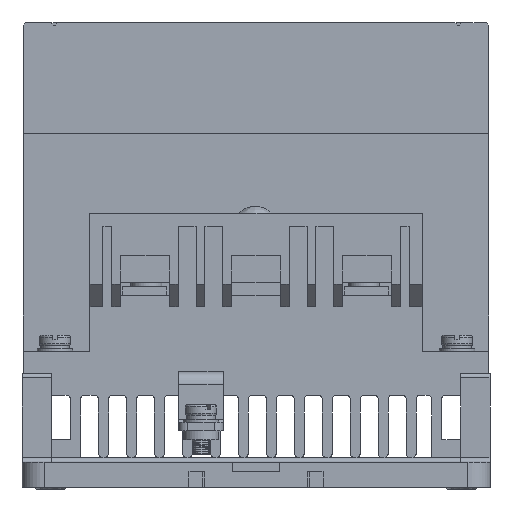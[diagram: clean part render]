
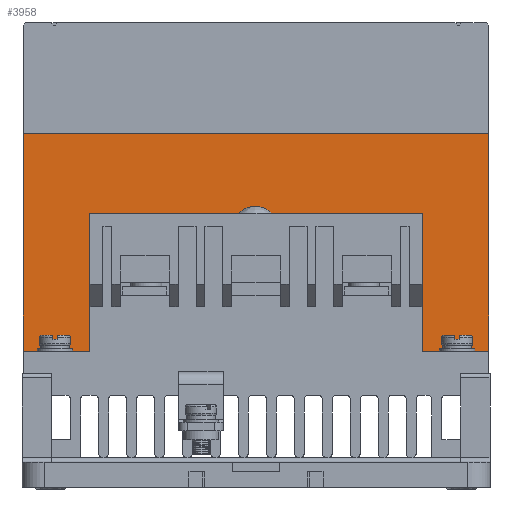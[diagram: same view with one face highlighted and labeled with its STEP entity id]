
A CAD part, front view. The second image highlights one B-rep face of the part: STEP entity #3958.
In plain terms, the highlighted planar face has unit normal (0, -1, 0).
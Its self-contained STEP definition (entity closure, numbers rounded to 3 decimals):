
#335 = ORIENTED_EDGE ( 'NONE', *, *, #8459, .T. ) ;
#578 = VECTOR ( 'NONE', #29203, 1000. ) ;
#752 = CARTESIAN_POINT ( 'NONE',  ( 0., 26.75, 79.6 ) ) ;
#2232 = LINE ( 'NONE', #10701, #31176 ) ;
#2565 = AXIS2_PLACEMENT_3D ( 'NONE', #3717, #24421, #42644 ) ;
#3323 = CARTESIAN_POINT ( 'NONE',  ( 90.1, 26.75, 30.7 ) ) ;
#3367 = EDGE_LOOP ( 'NONE', ( #6598, #21776, #32128, #11588, #35619, #335, #45455, #12499 ) ) ;
#3485 = EDGE_CURVE ( 'NONE', #23773, #16284, #26893, .T. ) ;
#3717 = CARTESIAN_POINT ( 'NONE',  ( 105.1, 26.75, 104.6 ) ) ;
#3958 = ADVANCED_FACE ( 'NONE', ( #15189 ), #45753, .F. ) ;
#4042 = VERTEX_POINT ( 'NONE', #39973 ) ;
#4793 = VERTEX_POINT ( 'NONE', #23226 ) ;
#4981 = CARTESIAN_POINT ( 'NONE',  ( 15.3, 26.75, 30.7 ) ) ;
#5700 = CARTESIAN_POINT ( 'NONE',  ( 0.3, 26.75, 104.6 ) ) ;
#6071 = LINE ( 'NONE', #752, #578 ) ;
#6349 = CARTESIAN_POINT ( 'NONE',  ( 90.1, 26.75, 61.7 ) ) ;
#6598 = ORIENTED_EDGE ( 'NONE', *, *, #11622, .F. ) ;
#7185 = DIRECTION ( 'NONE',  ( -1., 0., 0. ) ) ;
#7996 = CARTESIAN_POINT ( 'NONE',  ( 105.1, 26.75, 104.6 ) ) ;
#8459 = EDGE_CURVE ( 'NONE', #43581, #35805, #6071, .T. ) ;
#10458 = CARTESIAN_POINT ( 'NONE',  ( 105.1, 26.75, 61.7 ) ) ;
#10701 = CARTESIAN_POINT ( 'NONE',  ( 15.3, 26.75, 104.6 ) ) ;
#11588 = ORIENTED_EDGE ( 'NONE', *, *, #41408, .F. ) ;
#11622 = EDGE_CURVE ( 'NONE', #4793, #14750, #2232, .T. ) ;
#12499 = ORIENTED_EDGE ( 'NONE', *, *, #45489, .F. ) ;
#12879 = CARTESIAN_POINT ( 'NONE',  ( 105.1, 26.75, 30.7 ) ) ;
#13440 = LINE ( 'NONE', #7996, #30721 ) ;
#14057 = DIRECTION ( 'NONE',  ( -1., 0., 0. ) ) ;
#14456 = VECTOR ( 'NONE', #37796, 1000. ) ;
#14750 = VERTEX_POINT ( 'NONE', #4981 ) ;
#15189 = FACE_OUTER_BOUND ( 'NONE', #3367, .T. ) ;
#15826 = CARTESIAN_POINT ( 'NONE',  ( 0.3, 26.75, 79.6 ) ) ;
#16284 = VERTEX_POINT ( 'NONE', #6349 ) ;
#21776 = ORIENTED_EDGE ( 'NONE', *, *, #23769, .F. ) ;
#22464 = VECTOR ( 'NONE', #38174, 1000. ) ;
#22990 = VECTOR ( 'NONE', #45534, 1000. ) ;
#23226 = CARTESIAN_POINT ( 'NONE',  ( 15.3, 26.75, 61.7 ) ) ;
#23536 = CARTESIAN_POINT ( 'NONE',  ( 90.1, 26.75, 104.6 ) ) ;
#23538 = CARTESIAN_POINT ( 'NONE',  ( 105.1, 26.75, 30.7 ) ) ;
#23769 = EDGE_CURVE ( 'NONE', #16284, #4793, #45670, .T. ) ;
#23773 = VERTEX_POINT ( 'NONE', #3323 ) ;
#24421 = DIRECTION ( 'NONE',  ( 0., 1., 0. ) ) ;
#25172 = EDGE_CURVE ( 'NONE', #4042, #35805, #34718, .T. ) ;
#25915 = EDGE_CURVE ( 'NONE', #37603, #43581, #13440, .T. ) ;
#25921 = VECTOR ( 'NONE', #7185, 1000. ) ;
#26893 = LINE ( 'NONE', #23536, #22464 ) ;
#28507 = CARTESIAN_POINT ( 'NONE',  ( 105.1, 26.75, 30.7 ) ) ;
#29203 = DIRECTION ( 'NONE',  ( -1., 0., 0. ) ) ;
#30721 = VECTOR ( 'NONE', #36794, 1000. ) ;
#31176 = VECTOR ( 'NONE', #31767, 1000. ) ;
#31767 = DIRECTION ( 'NONE',  ( 0., 0., -1. ) ) ;
#32128 = ORIENTED_EDGE ( 'NONE', *, *, #3485, .F. ) ;
#32849 = LINE ( 'NONE', #12879, #14456 ) ;
#34718 = LINE ( 'NONE', #5700, #22990 ) ;
#34852 = LINE ( 'NONE', #28507, #25921 ) ;
#35619 = ORIENTED_EDGE ( 'NONE', *, *, #25915, .T. ) ;
#35805 = VERTEX_POINT ( 'NONE', #15826 ) ;
#36241 = VECTOR ( 'NONE', #14057, 1000. ) ;
#36794 = DIRECTION ( 'NONE',  ( 0., 0., 1. ) ) ;
#37603 = VERTEX_POINT ( 'NONE', #23538 ) ;
#37796 = DIRECTION ( 'NONE',  ( -1., 0., 0. ) ) ;
#38174 = DIRECTION ( 'NONE',  ( 0., 0., 1. ) ) ;
#39973 = CARTESIAN_POINT ( 'NONE',  ( 0.3, 26.75, 30.7 ) ) ;
#41408 = EDGE_CURVE ( 'NONE', #37603, #23773, #34852, .T. ) ;
#42346 = CARTESIAN_POINT ( 'NONE',  ( 105.1, 26.75, 79.6 ) ) ;
#42644 = DIRECTION ( 'NONE',  ( -1., 0., 0. ) ) ;
#43581 = VERTEX_POINT ( 'NONE', #42346 ) ;
#45455 = ORIENTED_EDGE ( 'NONE', *, *, #25172, .F. ) ;
#45489 = EDGE_CURVE ( 'NONE', #14750, #4042, #32849, .T. ) ;
#45534 = DIRECTION ( 'NONE',  ( 0., 0., 1. ) ) ;
#45670 = LINE ( 'NONE', #10458, #36241 ) ;
#45753 = PLANE ( 'NONE',  #2565 ) ;
